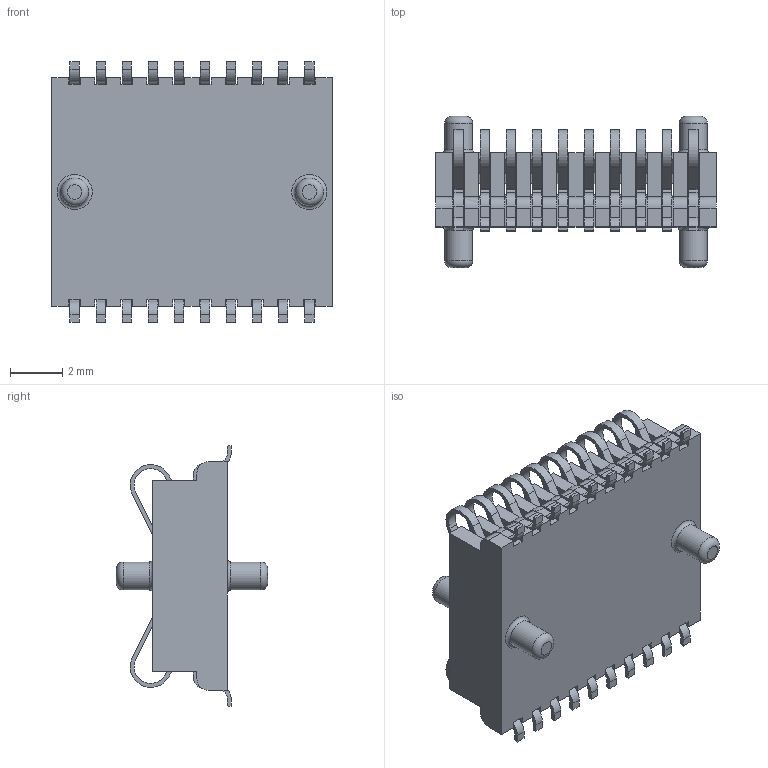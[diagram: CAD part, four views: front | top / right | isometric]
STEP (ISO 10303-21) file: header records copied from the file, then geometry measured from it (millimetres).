
FILE_DESCRIPTION( ( 'STEP AP214' ), '1' );
FILE_NAME( 'FSI-110-03-G-D-AD.stp', '2020-08-11T20:15:36', ( 'License CC BY-ND 4.0' ), ( 'CADENAS' ), ' ', 'PARTsolutions', ' ' );
FILE_SCHEMA( ( 'AUTOMOTIVE_DESIGN { 1 0 10303 214 1 1 1 1 }' ) );
Length unit declared in the file: millimetre
Products named in the file (3): FSI-110-03-G-D-AD; _FSI-110-03-G-D-AD_terminal; _FSI-110-03-D_pin
Assembly tree (3 placements, depth 2):
  FSI-110-03-G-D-AD
    _FSI-110-03-G-D-AD_terminal
    _FSI-110-03-D_pin  x2
Bounding box: 10.76 x 5.8 x 10 mm (x, y, z)
Volume: 210.1 mm3; surface area: 832.6 mm2
Topology: 3 solids, 3 shells, 759 faces, 2272 edges, 1512 vertices
Faces by surface type: plane 563, cylinder 188, torus 8
Full cylindrical faces by diameter (mm): 1.07 x4
Entity records: 20311 total; most frequent: CARTESIAN_POINT 2919, ORIENTED_EDGE 2906, DIRECTION 2697, EDGE_CURVE 1453, LINE 1193, VECTOR 1193, VERTEX_POINT 974, AXIS2_PLACEMENT_3D 752
